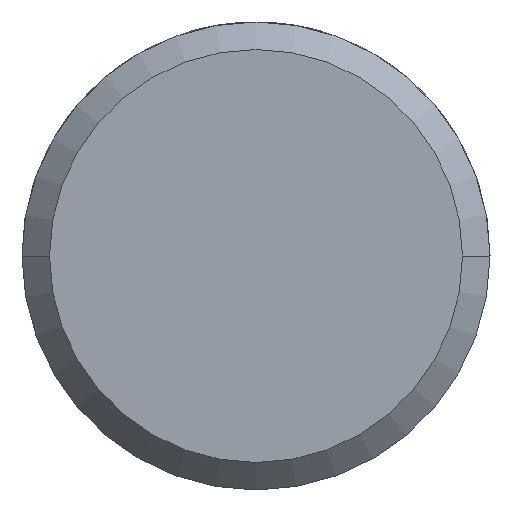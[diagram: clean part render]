
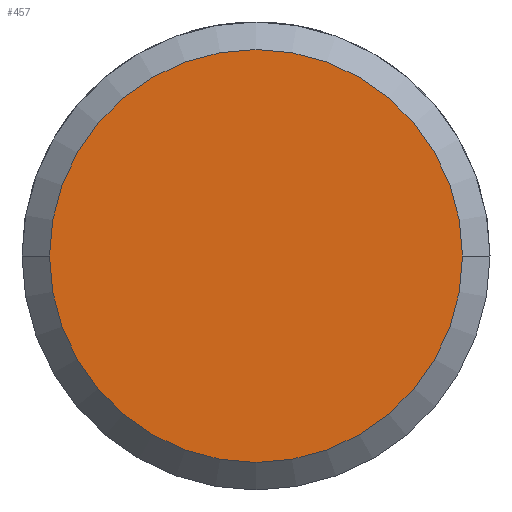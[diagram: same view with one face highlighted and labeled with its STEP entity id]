
A CAD part, left-side view. The second image highlights one B-rep face of the part: STEP entity #457.
In plain terms, the highlighted planar face has unit normal (-1, 0, 0).
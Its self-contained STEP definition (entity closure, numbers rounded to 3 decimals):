
#409=CARTESIAN_POINT('Vertex',(0.,-7.5,0.)) ;
#412=CARTESIAN_POINT('Axis2P3D Location',(0.,0.,0.)) ;
#416=CARTESIAN_POINT('Vertex',(0.,7.5,0.)) ;
#436=CARTESIAN_POINT('Axis2P3D Location',(0.,0.,0.)) ;
#448=CARTESIAN_POINT('Axis2P3D Location',(0.,0.,0.)) ;
#413=DIRECTION('Axis2P3D Direction',(1.,0.,0.)) ;
#437=DIRECTION('Axis2P3D Direction',(1.,0.,0.)) ;
#449=DIRECTION('Axis2P3D Direction',(1.,0.,0.)) ;
#450=DIRECTION('Axis2P3D XDirection',(0.,1.,0.)) ;
#414=AXIS2_PLACEMENT_3D('Circle Axis2P3D',#412,#413,$) ;
#438=AXIS2_PLACEMENT_3D('Circle Axis2P3D',#436,#437,$) ;
#451=AXIS2_PLACEMENT_3D('Plane Axis2P3D',#448,#449,#450) ;
#454=ORIENTED_EDGE('',*,*,#418,.F.) ;
#455=ORIENTED_EDGE('',*,*,#440,.F.) ;
#457=ADVANCED_FACE('Corps principal',(#456),#452,.F.) ;
#415=CIRCLE('generated circle',#414,7.5) ;
#439=CIRCLE('generated circle',#438,7.5) ;
#418=EDGE_CURVE('',#410,#417,#415,.T.) ;
#440=EDGE_CURVE('',#417,#410,#439,.T.) ;
#453=EDGE_LOOP('',(#454,#455)) ;
#456=FACE_OUTER_BOUND('',#453,.T.) ;
#452=PLANE('Plane',#451) ;
#410=VERTEX_POINT('',#409) ;
#417=VERTEX_POINT('',#416) ;
